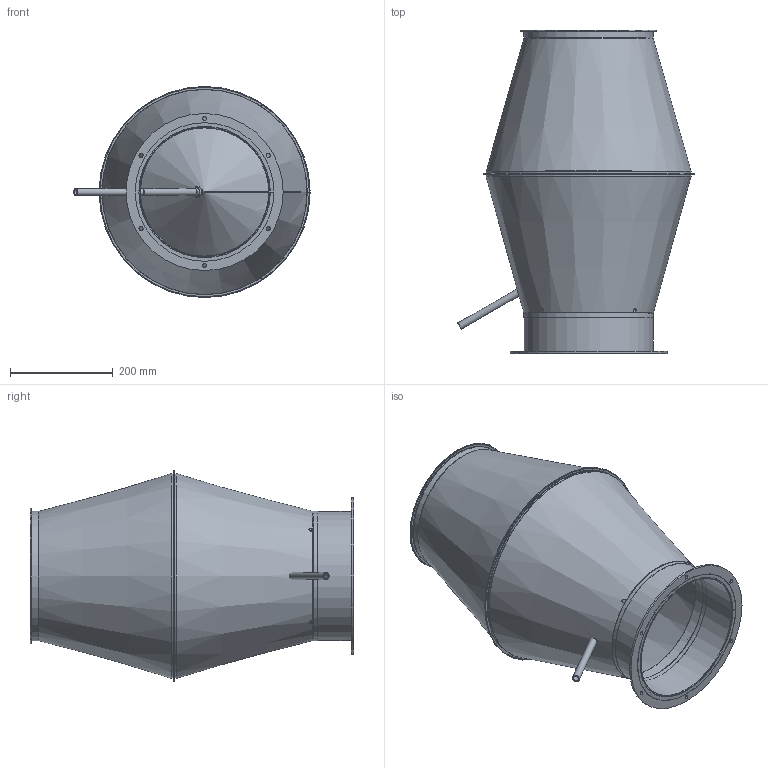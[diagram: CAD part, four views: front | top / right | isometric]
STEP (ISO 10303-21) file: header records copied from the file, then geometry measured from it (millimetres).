
FILE_DESCRIPTION(/* description */ ('Underdel HJHF'),/* implementation_level */ '2;1');
FILE_NAME(/* name */ 'HJHF-02.stp',/* time_stamp */ '2016-04-01T09:17:10+02:00',/* author */ ('CAD'),/* organization */ (''),/* preprocessor_version */ 'ST-DEVELOPER v15.6',/* originating_system */ 'Autodesk Inventor 2015',/* authorisation */ '');
FILE_SCHEMA (('AUTOMOTIVE_DESIGN { 1 0 10303 214 3 1 1 }'));
Length unit declared in the file: millimetre
Products named in the file (11): HJH-AA-20; HJH-AB-11; HJH-AC-05; HJH-AD-05; HML-HFS-250; Slang-HJH-250; Slangklämma; BlindnitmutterM6; HFS-250; HNGN-250; HJHF-02
Bounding box: 460.26 x 630.7 x 411.2 mm (x, y, z)
Volume: 656301.9 mm3; surface area: 1801665.7 mm2
Topology: 12 solids, 12 shells, 239 faces, 522 edges, 299 vertices
Faces by surface type: plane 116, cylinder 64, cone 30, torus 24, bspline 5
Full cylindrical faces by diameter (mm): 8 x6, 10 x3, 14 x2, 250 x1, 250.5 x1, 251.4 x1, 251.5 x1, 251.7 x2, 252.9 x1, 256 x1, 261.05 x1, 270 x1, 306 x1, 398 x2, 399.2 x2, 400 x1, 408 x1
Entity records: 6718 total; most frequent: CARTESIAN_POINT 1534, DIRECTION 1090, ORIENTED_EDGE 898, EDGE_CURVE 449, AXIS2_PLACEMENT_3D 439, VERTEX_POINT 266, EDGE_LOOP 251, LINE 212
